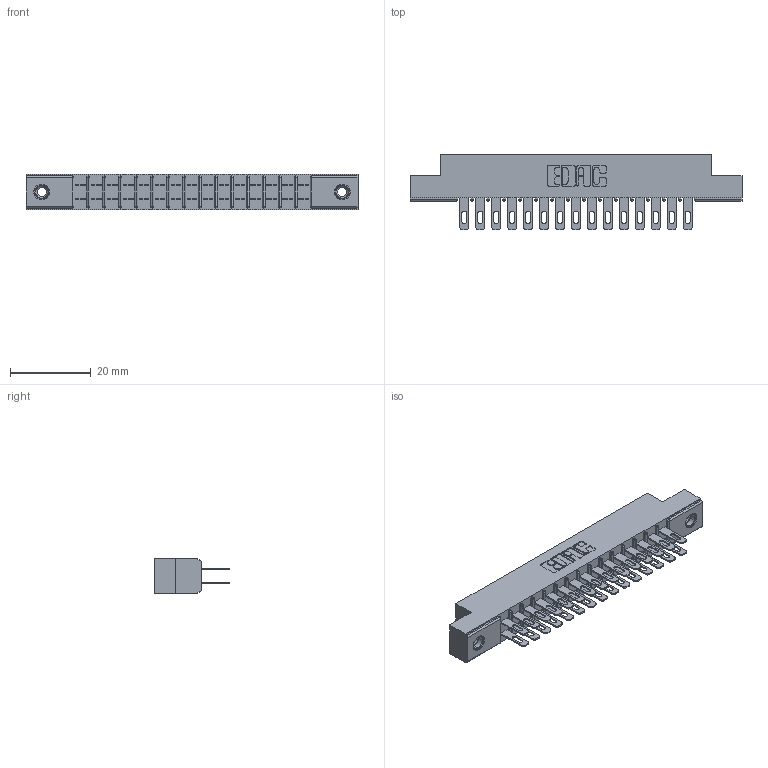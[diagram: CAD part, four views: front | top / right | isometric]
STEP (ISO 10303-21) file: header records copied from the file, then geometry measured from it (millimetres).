
FILE_DESCRIPTION (( 'STEP AP203' ), '1' );
FILE_NAME ('315-030-500-208.STEP', '2019-09-10T15:18:45', ( '' ), ( '' ), 'SwSTEP 2.0', 'SolidWorks 2016', '' );
FILE_SCHEMA (( 'CONFIG_CONTROL_DESIGN' ));
Length unit declared in the file: inch
Products named in the file (4): 305 Part_.156 Dia; 345-250-001_345-250-003-102; 315-030-500-208; 305-290-001_500
Assembly tree (33 placements, depth 2):
  315-030-500-208
    305 Part_.156 Dia
    305-290-001_500  x30
    345-250-001_345-250-003-102  x2
Bounding box: 82.45 x 18.85 x 8.71 mm (x, y, z)
Volume: 5271.7 mm3; surface area: 10083.7 mm2
Topology: 33 solids, 33 shells, 1676 faces, 4757 edges, 3082 vertices
Faces by surface type: plane 940, cylinder 660, sphere 60, cone 12, torus 4
Entity records: 20735 total; most frequent: CARTESIAN_POINT 3414, ORIENTED_EDGE 3378, DIRECTION 3337, EDGE_CURVE 1689, LINE 1331, VECTOR 1331, VERTEX_POINT 1080, AXIS2_PLACEMENT_3D 1003
